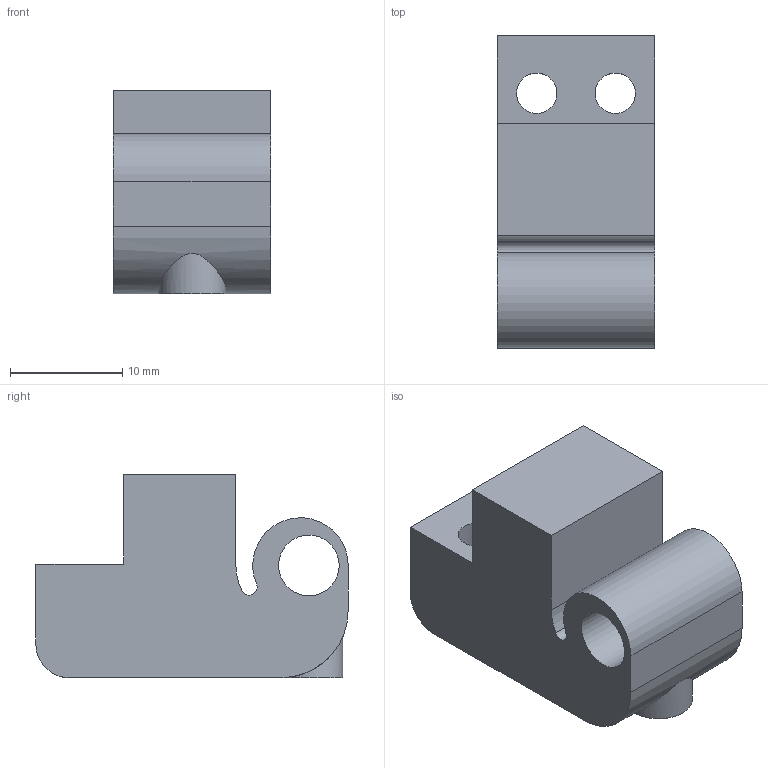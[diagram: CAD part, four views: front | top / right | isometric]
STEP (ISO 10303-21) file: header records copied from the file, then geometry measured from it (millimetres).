
FILE_DESCRIPTION(/* description */ (''),/* implementation_level */ '2;1');
FILE_NAME(/* name */ 'PaperCoverHolder1.step',/* time_stamp */ '2024-03-21T06:30:08+09:00',/* author */ (''),/* organization */ (''),/* preprocessor_version */ 'ST-DEVELOPER v20',/* originating_system */ 'Autodesk Translation Framework v12.20.1.177',/* authorisation */ '');
FILE_SCHEMA (('AUTOMOTIVE_DESIGN { 1 0 10303 214 3 1 1 }'));
Length unit declared in the file: millimetre
Products named in the file (1): PaperCoverHolder1
Bounding box: 14 x 27.82 x 18.13 mm (x, y, z)
Volume: 4514.7 mm3; surface area: 2645.9 mm2
Topology: 1 solids, 1 shells, 23 faces, 66 edges, 45 vertices
Faces by surface type: cylinder 12, plane 11
Full cylindrical faces by diameter (mm): 2.8 x1, 3.6 x2, 5.4 x1, 6 x2
Entity records: 899 total; most frequent: CARTESIAN_POINT 220, DIRECTION 133, ORIENTED_EDGE 132, EDGE_CURVE 66, AXIS2_PLACEMENT_3D 48, VERTEX_POINT 45, LINE 37, VECTOR 37
